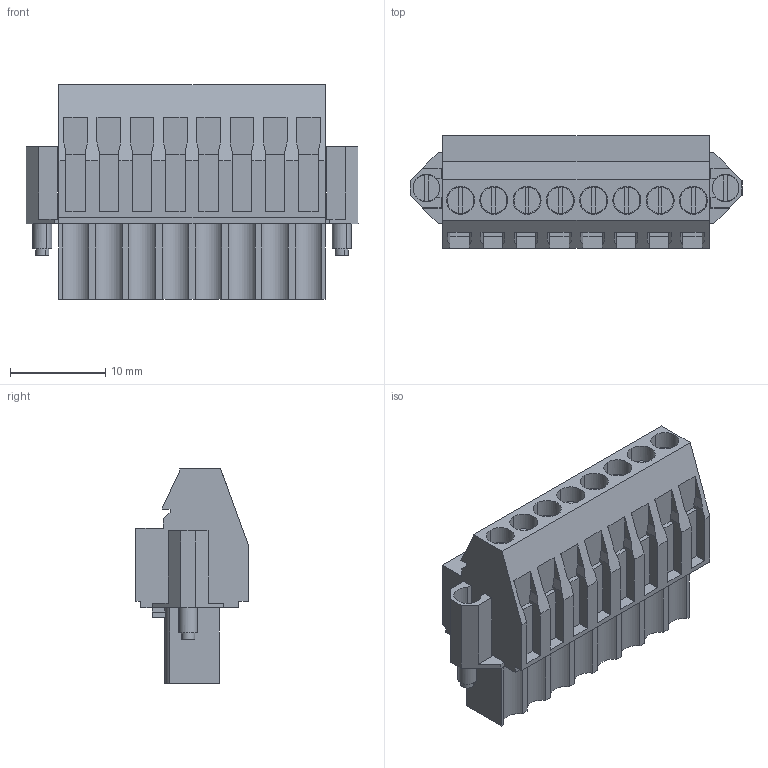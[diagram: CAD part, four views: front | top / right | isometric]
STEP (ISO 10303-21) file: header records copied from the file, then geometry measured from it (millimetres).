
FILE_DESCRIPTION(('CATIA V5 STEP Exchange','CAx-IF Rec.Pracs.--- Model Styling and Organization---1.2---2011-12-15'),'2;1');
FILE_NAME ('D1454073_0_1639300000_1639300000.stp','2017-04-18T08:37:29+00:00',('none'),('Weidmueller'),'CATIA Version 5-6 Release 2014','CATIA V5 STEP AP214','none');
FILE_SCHEMA(('AUTOMOTIVE_DESIGN { 1 0 10303 214 1 1 1 1 }'));
Length unit declared in the file: millimetre
Products named in the file (1): 1639300000
Bounding box: 34.94 x 11.83 x 22.6 mm (x, y, z)
Volume: 4449.7 mm3; surface area: 3920.1 mm2
Topology: 11 solids, 11 shells, 534 faces, 1460 edges, 985 vertices
Faces by surface type: plane 449, cylinder 85
Entity records: 15964 total; most frequent: CARTESIAN_POINT 2982, ORIENTED_EDGE 2920, DIRECTION 2204, EDGE_CURVE 1460, VECTOR 1202, LINE 1202, VERTEX_POINT 985, AXIS2_PLACEMENT_3D 619
